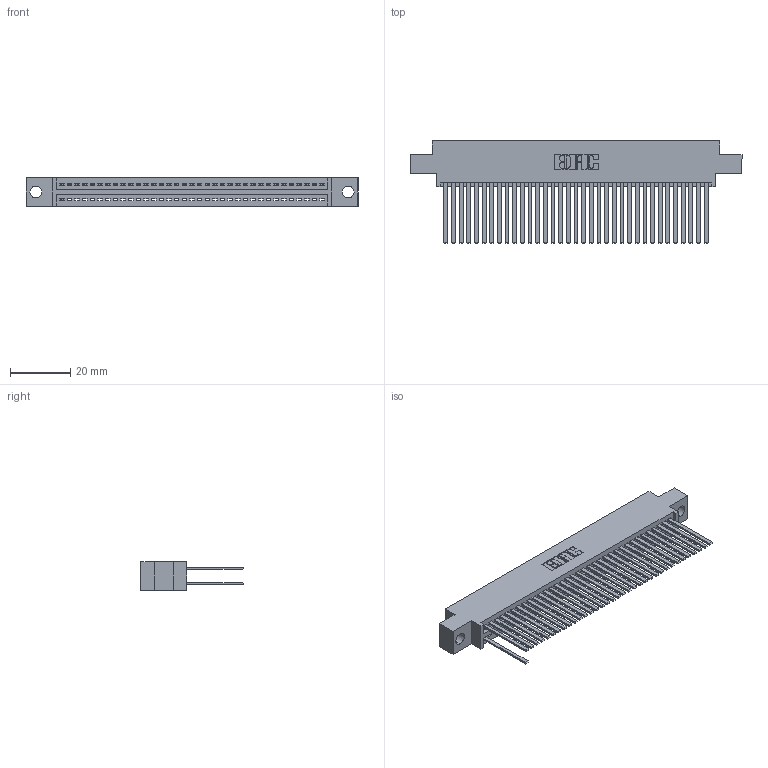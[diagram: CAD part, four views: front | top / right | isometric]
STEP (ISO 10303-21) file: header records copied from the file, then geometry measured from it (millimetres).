
FILE_DESCRIPTION (( 'STEP AP203' ), '1' );
FILE_NAME ('395-070-544-804.STEP', '2018-11-26T23:49:35', ( '' ), ( '' ), 'SwSTEP 2.0', 'SolidWorks 2016', '' );
FILE_SCHEMA (( 'CONFIG_CONTROL_DESIGN' ));
Length unit declared in the file: inch
Products named in the file (3): 395-070-544-804; 345-292-001_345-293-144; 345 Part_0.170 Offset - 0.156 Dia-TH
Assembly tree (37 placements, depth 2):
  395-070-544-804
    345 Part_0.170 Offset - 0.156 Dia-TH
    345-292-001_345-293-144  x36
Bounding box: 110.11 x 33.96 x 9.4 mm (x, y, z)
Volume: 10628.1 mm3; surface area: 15276.4 mm2
Topology: 37 solids, 37 shells, 1986 faces, 5987 edges, 3942 vertices
Faces by surface type: plane 1366, cylinder 620
Entity records: 27267 total; most frequent: CARTESIAN_POINT 4726, ORIENTED_EDGE 4694, DIRECTION 4135, EDGE_CURVE 2347, VECTOR 2079, LINE 2079, VERTEX_POINT 1562, AXIS2_PLACEMENT_3D 1028
